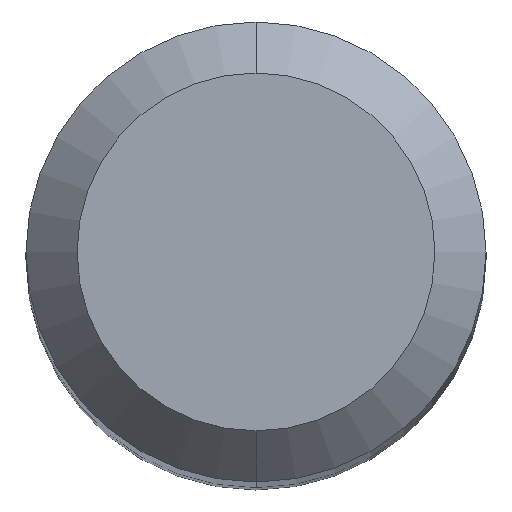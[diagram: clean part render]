
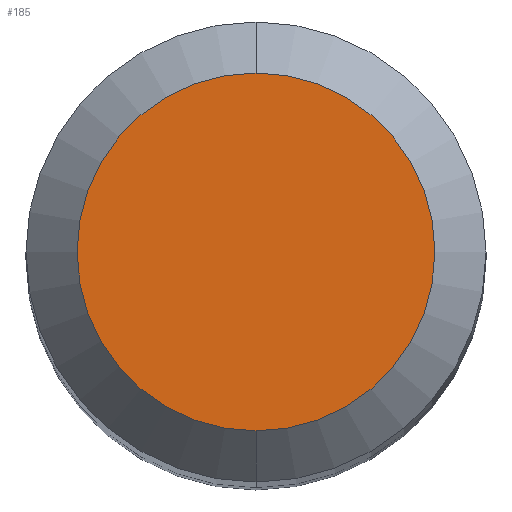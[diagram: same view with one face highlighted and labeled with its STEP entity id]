
A CAD part, top view. The second image highlights one B-rep face of the part: STEP entity #185.
In plain terms, the highlighted planar face has unit normal (0, 0, 1).
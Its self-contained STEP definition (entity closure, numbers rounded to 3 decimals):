
#4 = DIRECTION ( 'NONE',  ( 0., 0., -1. ) ) ;
#19 = VERTEX_POINT ( 'NONE', #260 ) ;
#22 = EDGE_CURVE ( 'NONE', #19, #92, #176, .T. ) ;
#31 = CARTESIAN_POINT ( 'NONE',  ( 0., 0., 74. ) ) ;
#57 = PLANE ( 'NONE',  #173 ) ;
#59 = FACE_OUTER_BOUND ( 'NONE', #243, .T. ) ;
#80 = DIRECTION ( 'NONE',  ( 0., 0., -1. ) ) ;
#85 = CARTESIAN_POINT ( 'NONE',  ( 0., 0., 74. ) ) ;
#89 = EDGE_CURVE ( 'NONE', #92, #19, #95, .T. ) ;
#92 = VERTEX_POINT ( 'NONE', #165 ) ;
#95 = CIRCLE ( 'NONE', #326, 2.8 ) ;
#140 = ORIENTED_EDGE ( 'NONE', *, *, #89, .F. ) ;
#155 = DIRECTION ( 'NONE',  ( 0., 1., 0. ) ) ;
#165 = CARTESIAN_POINT ( 'NONE',  ( 0., 2.8, 74. ) ) ;
#173 = AXIS2_PLACEMENT_3D ( 'NONE', #234, #259, #155 ) ;
#176 = CIRCLE ( 'NONE', #281, 2.8 ) ;
#185 = ADVANCED_FACE ( 'NONE', ( #59 ), #57, .F. ) ;
#234 = CARTESIAN_POINT ( 'NONE',  ( 0., 0., 74. ) ) ;
#243 = EDGE_LOOP ( 'NONE', ( #140, #332 ) ) ;
#259 = DIRECTION ( 'NONE',  ( 0., 0., -1. ) ) ;
#260 = CARTESIAN_POINT ( 'NONE',  ( 0., -2.8, 74. ) ) ;
#281 = AXIS2_PLACEMENT_3D ( 'NONE', #85, #80, #311 ) ;
#311 = DIRECTION ( 'NONE',  ( 0., 1., 0. ) ) ;
#317 = DIRECTION ( 'NONE',  ( 0., 1., 0. ) ) ;
#326 = AXIS2_PLACEMENT_3D ( 'NONE', #31, #4, #317 ) ;
#332 = ORIENTED_EDGE ( 'NONE', *, *, #22, .F. ) ;
